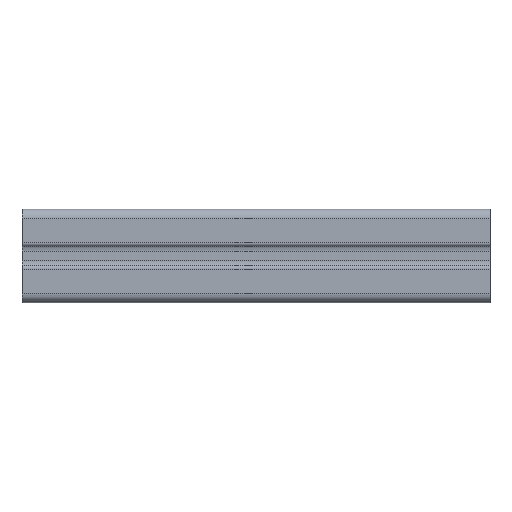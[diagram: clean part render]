
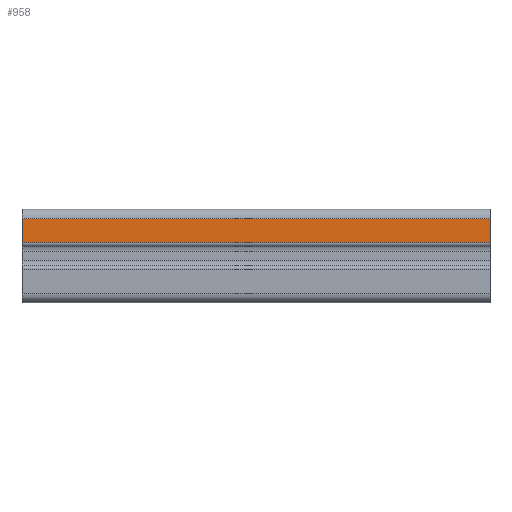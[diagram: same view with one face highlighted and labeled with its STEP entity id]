
A CAD part, left-side view. The second image highlights one B-rep face of the part: STEP entity #958.
In plain terms, the highlighted planar face has unit normal (-1, 0, 0).
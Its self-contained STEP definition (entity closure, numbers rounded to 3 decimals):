
#312 = DIRECTION ( 'NONE',  ( 0., 1., 0. ) ) ;
#371 = ORIENTED_EDGE ( 'NONE', *, *, #7854, .F. ) ;
#507 = EDGE_LOOP ( 'NONE', ( #1277, #6143, #371, #5498 ) ) ;
#958 = ADVANCED_FACE ( 'NONE', ( #4141 ), #7587, .T. ) ;
#1277 = ORIENTED_EDGE ( 'NONE', *, *, #3983, .T. ) ;
#1894 = VECTOR ( 'NONE', #7183, 1000. ) ;
#1901 = LINE ( 'NONE', #6061, #4214 ) ;
#1962 = VERTEX_POINT ( 'NONE', #7752 ) ;
#2004 = CARTESIAN_POINT ( 'NONE',  ( -20., 0., 5.6 ) ) ;
#2190 = AXIS2_PLACEMENT_3D ( 'NONE', #6339, #7801, #7129 ) ;
#3264 = LINE ( 'NONE', #2004, #6851 ) ;
#3281 = VECTOR ( 'NONE', #312, 1000. ) ;
#3632 = VERTEX_POINT ( 'NONE', #7328 ) ;
#3681 = CARTESIAN_POINT ( 'NONE',  ( -20., 200., 16. ) ) ;
#3983 = EDGE_CURVE ( 'NONE', #1962, #3632, #3264, .T. ) ;
#4141 = FACE_OUTER_BOUND ( 'NONE', #507, .T. ) ;
#4208 = LINE ( 'NONE', #5256, #1894 ) ;
#4214 = VECTOR ( 'NONE', #5342, 1000. ) ;
#4559 = VERTEX_POINT ( 'NONE', #4657 ) ;
#4657 = CARTESIAN_POINT ( 'NONE',  ( -20., 200., 5.6 ) ) ;
#5083 = DIRECTION ( 'NONE',  ( 0., 0., 1. ) ) ;
#5256 = CARTESIAN_POINT ( 'NONE',  ( -20., 200., 0. ) ) ;
#5342 = DIRECTION ( 'NONE',  ( 0., -1., 0. ) ) ;
#5498 = ORIENTED_EDGE ( 'NONE', *, *, #7387, .T. ) ;
#6061 = CARTESIAN_POINT ( 'NONE',  ( -20., 0., 5.6 ) ) ;
#6076 = CARTESIAN_POINT ( 'NONE',  ( -20., 0., 16. ) ) ;
#6143 = ORIENTED_EDGE ( 'NONE', *, *, #8291, .T. ) ;
#6339 = CARTESIAN_POINT ( 'NONE',  ( -20., 0., 5.6 ) ) ;
#6469 = VERTEX_POINT ( 'NONE', #3681 ) ;
#6851 = VECTOR ( 'NONE', #5083, 1000. ) ;
#7129 = DIRECTION ( 'NONE',  ( 0., 0., 1. ) ) ;
#7183 = DIRECTION ( 'NONE',  ( 0., 0., 1. ) ) ;
#7328 = CARTESIAN_POINT ( 'NONE',  ( -20., 0., 16. ) ) ;
#7387 = EDGE_CURVE ( 'NONE', #4559, #1962, #1901, .T. ) ;
#7491 = LINE ( 'NONE', #6076, #3281 ) ;
#7587 = PLANE ( 'NONE',  #2190 ) ;
#7752 = CARTESIAN_POINT ( 'NONE',  ( -20., 0., 5.6 ) ) ;
#7801 = DIRECTION ( 'NONE',  ( -1., 0., 0. ) ) ;
#7854 = EDGE_CURVE ( 'NONE', #4559, #6469, #4208, .T. ) ;
#8291 = EDGE_CURVE ( 'NONE', #3632, #6469, #7491, .T. ) ;
